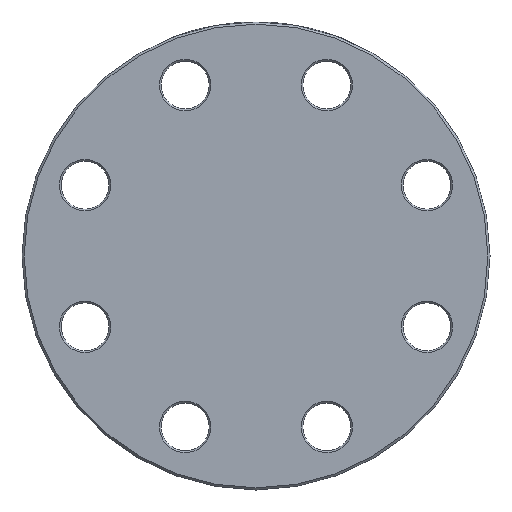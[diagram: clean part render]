
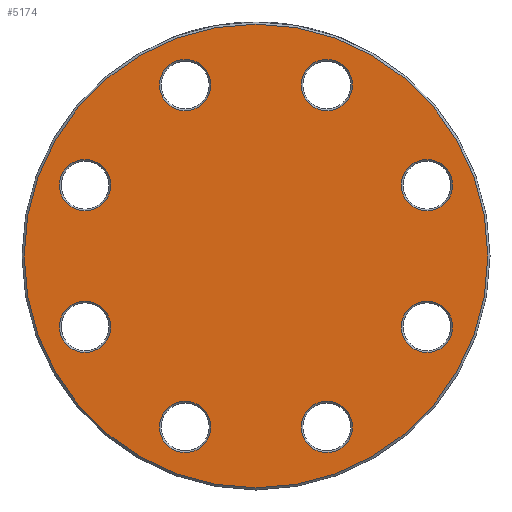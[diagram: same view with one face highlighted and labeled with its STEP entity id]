
A CAD part, left-side view. The second image highlights one B-rep face of the part: STEP entity #5174.
In plain terms, the highlighted planar face has unit normal (-1, 0, 0).
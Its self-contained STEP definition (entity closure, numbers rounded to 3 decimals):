
#36 = CARTESIAN_POINT ( 'NONE',  ( 0., 32.528, 66.73 ) ) ;
#85 = FACE_BOUND ( 'NONE', #3505, .T. ) ;
#154 = CARTESIAN_POINT ( 'NONE',  ( 0., 0., 0. ) ) ;
#247 = EDGE_LOOP ( 'NONE', ( #3781 ) ) ;
#259 = DIRECTION ( 'NONE',  ( 1., 0., 0. ) ) ;
#297 = CARTESIAN_POINT ( 'NONE',  ( 0., 0., 0. ) ) ;
#300 = CARTESIAN_POINT ( 'NONE',  ( 0., -32.528, -78.53 ) ) ;
#307 = AXIS2_PLACEMENT_3D ( 'NONE', #3484, #3355, #1327 ) ;
#544 = VERTEX_POINT ( 'NONE', #3631 ) ;
#653 = CIRCLE ( 'NONE', #6317, 11.8 ) ;
#665 = DIRECTION ( 'NONE',  ( 1., 0., 0. ) ) ;
#733 = ORIENTED_EDGE ( 'NONE', *, *, #4279, .T. ) ;
#761 = CARTESIAN_POINT ( 'NONE',  ( 0., 32.528, 78.53 ) ) ;
#882 = ORIENTED_EDGE ( 'NONE', *, *, #1894, .T. ) ;
#938 = VERTEX_POINT ( 'NONE', #2483 ) ;
#1008 = VERTEX_POINT ( 'NONE', #1948 ) ;
#1043 = ORIENTED_EDGE ( 'NONE', *, *, #5458, .T. ) ;
#1057 = EDGE_LOOP ( 'NONE', ( #733 ) ) ;
#1074 = VERTEX_POINT ( 'NONE', #6062 ) ;
#1119 = CIRCLE ( 'NONE', #1537, 11.8 ) ;
#1281 = DIRECTION ( 'NONE',  ( 1., 0., 0. ) ) ;
#1304 = EDGE_CURVE ( 'NONE', #3465, #3465, #3412, .T. ) ;
#1327 = DIRECTION ( 'NONE',  ( 0., 0., -1. ) ) ;
#1466 = VERTEX_POINT ( 'NONE', #1983 ) ;
#1537 = AXIS2_PLACEMENT_3D ( 'NONE', #4807, #2252, #4247 ) ;
#1894 = EDGE_CURVE ( 'NONE', #3870, #3870, #4382, .T. ) ;
#1925 = CIRCLE ( 'NONE', #5671, 11.8 ) ;
#1948 = CARTESIAN_POINT ( 'NONE',  ( 0., 0., -106.5 ) ) ;
#1983 = CARTESIAN_POINT ( 'NONE',  ( 0., 32.528, -90.33 ) ) ;
#2072 = DIRECTION ( 'NONE',  ( 1., 0., 0. ) ) ;
#2122 = FACE_BOUND ( 'NONE', #2677, .T. ) ;
#2126 = CIRCLE ( 'NONE', #5347, 11.8 ) ;
#2252 = DIRECTION ( 'NONE',  ( 1., 0., 0. ) ) ;
#2283 = CARTESIAN_POINT ( 'NONE',  ( 0., -32.528, 66.73 ) ) ;
#2330 = EDGE_CURVE ( 'NONE', #4126, #4126, #5344, .T. ) ;
#2357 = AXIS2_PLACEMENT_3D ( 'NONE', #300, #3464, #4867 ) ;
#2483 = CARTESIAN_POINT ( 'NONE',  ( 0., -32.528, -90.33 ) ) ;
#2503 = CARTESIAN_POINT ( 'NONE',  ( 0., 78.53, 32.528 ) ) ;
#2507 = EDGE_CURVE ( 'NONE', #544, #544, #2126, .T. ) ;
#2573 = DIRECTION ( 'NONE',  ( 1., 0., 0. ) ) ;
#2584 = CARTESIAN_POINT ( 'NONE',  ( 0., -78.53, -32.528 ) ) ;
#2635 = FACE_OUTER_BOUND ( 'NONE', #6465, .T. ) ;
#2677 = EDGE_LOOP ( 'NONE', ( #1043 ) ) ;
#2775 = CARTESIAN_POINT ( 'NONE',  ( 0., -32.528, 78.53 ) ) ;
#2960 = CARTESIAN_POINT ( 'NONE',  ( 0., -78.53, 32.528 ) ) ;
#3033 = EDGE_CURVE ( 'NONE', #1008, #1008, #3432, .T. ) ;
#3133 = ORIENTED_EDGE ( 'NONE', *, *, #3033, .T. ) ;
#3164 = FACE_BOUND ( 'NONE', #4508, .T. ) ;
#3296 = DIRECTION ( 'NONE',  ( -1., 0., 0. ) ) ;
#3355 = DIRECTION ( 'NONE',  ( 1., 0., 0. ) ) ;
#3412 = CIRCLE ( 'NONE', #3952, 11.8 ) ;
#3432 = CIRCLE ( 'NONE', #5023, 106.5 ) ;
#3464 = DIRECTION ( 'NONE',  ( 1., 0., 0. ) ) ;
#3465 = VERTEX_POINT ( 'NONE', #2283 ) ;
#3484 = CARTESIAN_POINT ( 'NONE',  ( 0., 78.53, -32.528 ) ) ;
#3505 = EDGE_LOOP ( 'NONE', ( #4048 ) ) ;
#3539 = CIRCLE ( 'NONE', #2357, 11.8 ) ;
#3566 = DIRECTION ( 'NONE',  ( 0., 0., -1. ) ) ;
#3631 = CARTESIAN_POINT ( 'NONE',  ( 0., -78.53, 20.728 ) ) ;
#3679 = FACE_BOUND ( 'NONE', #247, .T. ) ;
#3781 = ORIENTED_EDGE ( 'NONE', *, *, #1304, .T. ) ;
#3870 = VERTEX_POINT ( 'NONE', #6028 ) ;
#3873 = EDGE_CURVE ( 'NONE', #938, #938, #3539, .T. ) ;
#3949 = ORIENTED_EDGE ( 'NONE', *, *, #2507, .T. ) ;
#3952 = AXIS2_PLACEMENT_3D ( 'NONE', #2775, #259, #5881 ) ;
#3984 = EDGE_CURVE ( 'NONE', #4002, #4002, #653, .T. ) ;
#4002 = VERTEX_POINT ( 'NONE', #5664 ) ;
#4048 = ORIENTED_EDGE ( 'NONE', *, *, #2330, .T. ) ;
#4126 = VERTEX_POINT ( 'NONE', #36 ) ;
#4178 = FACE_BOUND ( 'NONE', #5283, .T. ) ;
#4247 = DIRECTION ( 'NONE',  ( 0., 0., -1. ) ) ;
#4254 = FACE_BOUND ( 'NONE', #4875, .T. ) ;
#4279 = EDGE_CURVE ( 'NONE', #1074, #1074, #1925, .T. ) ;
#4319 = PLANE ( 'NONE',  #5719 ) ;
#4382 = CIRCLE ( 'NONE', #307, 11.8 ) ;
#4508 = EDGE_LOOP ( 'NONE', ( #3949 ) ) ;
#4529 = DIRECTION ( 'NONE',  ( 0., 0., -1. ) ) ;
#4643 = ORIENTED_EDGE ( 'NONE', *, *, #3984, .T. ) ;
#4675 = FACE_BOUND ( 'NONE', #5219, .T. ) ;
#4807 = CARTESIAN_POINT ( 'NONE',  ( 0., 32.528, -78.53 ) ) ;
#4867 = DIRECTION ( 'NONE',  ( 0., 0., -1. ) ) ;
#4875 = EDGE_LOOP ( 'NONE', ( #882 ) ) ;
#5023 = AXIS2_PLACEMENT_3D ( 'NONE', #297, #3296, #5365 ) ;
#5174 = ADVANCED_FACE ( 'NONE', ( #2635, #5712, #85, #3679, #3164, #4178, #4675, #2122, #4254 ), #4319, .F. ) ;
#5219 = EDGE_LOOP ( 'NONE', ( #6470 ) ) ;
#5283 = EDGE_LOOP ( 'NONE', ( #4643 ) ) ;
#5344 = CIRCLE ( 'NONE', #6617, 11.8 ) ;
#5346 = DIRECTION ( 'NONE',  ( 0., 0., -1. ) ) ;
#5347 = AXIS2_PLACEMENT_3D ( 'NONE', #2960, #5538, #3566 ) ;
#5365 = DIRECTION ( 'NONE',  ( 0., 0., -1. ) ) ;
#5458 = EDGE_CURVE ( 'NONE', #1466, #1466, #1119, .T. ) ;
#5538 = DIRECTION ( 'NONE',  ( 1., 0., 0. ) ) ;
#5664 = CARTESIAN_POINT ( 'NONE',  ( 0., -78.53, -44.328 ) ) ;
#5671 = AXIS2_PLACEMENT_3D ( 'NONE', #2503, #2573, #6185 ) ;
#5712 = FACE_BOUND ( 'NONE', #1057, .T. ) ;
#5719 = AXIS2_PLACEMENT_3D ( 'NONE', #154, #665, #5346 ) ;
#5881 = DIRECTION ( 'NONE',  ( 0., 0., -1. ) ) ;
#6028 = CARTESIAN_POINT ( 'NONE',  ( 0., 78.53, -44.328 ) ) ;
#6062 = CARTESIAN_POINT ( 'NONE',  ( 0., 78.53, 20.728 ) ) ;
#6185 = DIRECTION ( 'NONE',  ( 0., 0., -1. ) ) ;
#6317 = AXIS2_PLACEMENT_3D ( 'NONE', #2584, #2072, #4529 ) ;
#6465 = EDGE_LOOP ( 'NONE', ( #3133 ) ) ;
#6470 = ORIENTED_EDGE ( 'NONE', *, *, #3873, .T. ) ;
#6482 = DIRECTION ( 'NONE',  ( 0., 0., -1. ) ) ;
#6617 = AXIS2_PLACEMENT_3D ( 'NONE', #761, #1281, #6482 ) ;
